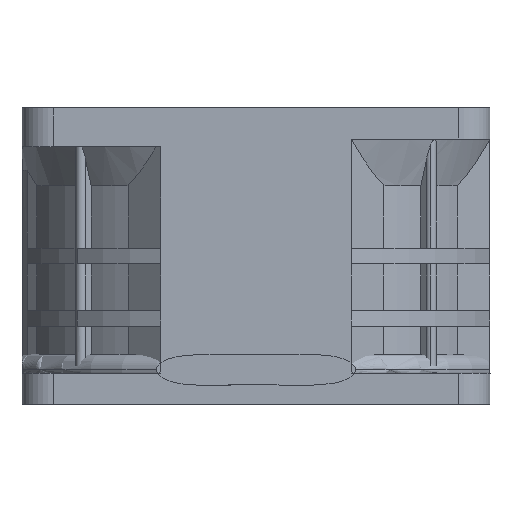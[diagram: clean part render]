
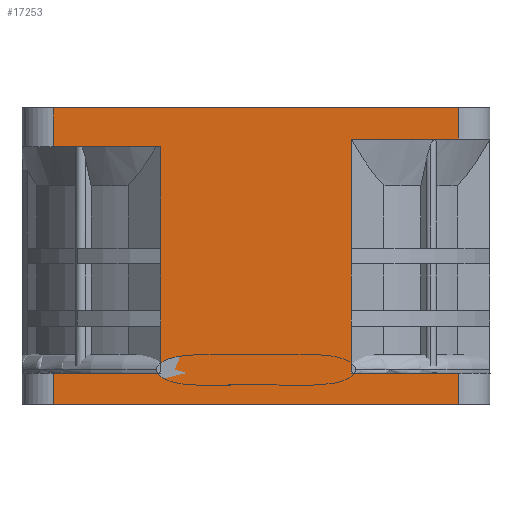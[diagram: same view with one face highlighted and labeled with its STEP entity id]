
A CAD part, front view. The second image highlights one B-rep face of the part: STEP entity #17253.
In plain terms, the highlighted planar face has unit normal (0, -1, 0).
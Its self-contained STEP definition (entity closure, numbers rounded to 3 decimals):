
#4516=DIRECTION('',(0.,0.,-1.));
#4517=VECTOR('',#4516,5.);
#4518=CARTESIAN_POINT('',(-25.999,-30.001,25.9));
#4519=LINE('',#4518,#4517);
#4524=DIRECTION('',(0.,0.,1.));
#4525=VECTOR('',#4524,13.);
#4526=CARTESIAN_POINT('',(-12.236,-30.001,7.9));
#4527=LINE('',#4526,#4525);
#4528=DIRECTION('',(1.,0.,0.));
#4529=VECTOR('',#4528,52.);
#4530=CARTESIAN_POINT('',(-25.999,-30.001,25.9));
#4531=LINE('',#4530,#4529);
#4532=DIRECTION('',(-1.,0.,0.));
#4533=VECTOR('',#4532,13.762);
#4534=CARTESIAN_POINT('',(26.001,-30.001,21.9));
#4535=LINE('',#4534,#4533);
#4536=DIRECTION('',(0.,0.,-1.));
#4537=VECTOR('',#4536,14.);
#4538=CARTESIAN_POINT('',(12.239,-30.001,21.9));
#4539=LINE('',#4538,#4537);
#4540=DIRECTION('',(0.,0.,-1.));
#4541=VECTOR('',#4540,6.);
#4542=CARTESIAN_POINT('',(12.239,-30.001,5.9));
#4543=LINE('',#4542,#4541);
#4544=DIRECTION('',(0.,0.,-1.));
#4545=VECTOR('',#4544,6.);
#4546=CARTESIAN_POINT('',(12.239,-30.001,-2.1));
#4547=LINE('',#4546,#4545);
#4548=DIRECTION('',(1.,0.,0.));
#4549=VECTOR('',#4548,13.762);
#4550=CARTESIAN_POINT('',(12.239,-30.001,
-8.1));
#4551=LINE('',#4550,#4549);
#4552=DIRECTION('',(-1.,0.,0.));
#4553=VECTOR('',#4552,52.);
#4554=CARTESIAN_POINT('',(26.001,-30.001,-12.1));
#4555=LINE('',#4554,#4553);
#4556=DIRECTION('',(1.,0.,0.));
#4557=VECTOR('',#4556,13.762);
#4558=CARTESIAN_POINT('',(-25.999,-30.001,
-8.1));
#4559=LINE('',#4558,#4557);
#4560=DIRECTION('',(0.,0.,1.));
#4561=VECTOR('',#4560,6.);
#4562=CARTESIAN_POINT('',(-12.236,-30.001,
-8.1));
#4563=LINE('',#4562,#4561);
#4564=DIRECTION('',(0.,0.,1.));
#4565=VECTOR('',#4564,6.);
#4566=CARTESIAN_POINT('',(-12.236,-30.001,-0.1));
#4567=LINE('',#4566,#4565);
#4689=DIRECTION('',(1.,0.,0.));
#4690=VECTOR('',#4689,13.762);
#4691=CARTESIAN_POINT('',(-25.999,-30.001,20.9));
#4692=LINE('',#4691,#4690);
#4730=DIRECTION('',(0.,0.,-1.));
#4731=VECTOR('',#4730,2.);
#4732=CARTESIAN_POINT('',(-12.236,-30.001,7.9));
#4733=LINE('',#4732,#4731);
#4798=DIRECTION('',(0.,0.,-1.));
#4799=VECTOR('',#4798,2.);
#4800=CARTESIAN_POINT('',(-12.236,-30.001,-0.1));
#4801=LINE('',#4800,#4799);
#5026=DIRECTION('',(0.,0.,1.));
#5027=VECTOR('',#5026,4.);
#5028=CARTESIAN_POINT('',(26.001,-30.001,21.9));
#5029=LINE('',#5028,#5027);
#7216=DIRECTION('',(0.,0.,1.));
#7217=VECTOR('',#7216,2.);
#7218=CARTESIAN_POINT('',(12.239,-30.001,-2.1));
#7219=LINE('',#7218,#7217);
#7278=DIRECTION('',(0.,0.,1.));
#7279=VECTOR('',#7278,2.);
#7280=CARTESIAN_POINT('',(12.239,-30.001,5.9));
#7281=LINE('',#7280,#7279);
#7657=DIRECTION('',(0.,0.,1.));
#7658=VECTOR('',#7657,4.);
#7659=CARTESIAN_POINT('',(26.001,-30.001,-12.1));
#7660=LINE('',#7659,#7658);
#7744=DIRECTION('',(0.,0.,-1.));
#7745=VECTOR('',#7744,4.);
#7746=CARTESIAN_POINT('',(-25.999,-30.001,
-8.1));
#7747=LINE('',#7746,#7745);
#10866=CARTESIAN_POINT('',(26.001,-30.001,25.9));
#10867=VERTEX_POINT('',#10866);
#10868=CARTESIAN_POINT('',(-25.999,-30.001,25.9));
#10869=VERTEX_POINT('',#10868);
#10956=CARTESIAN_POINT('',(12.239,-30.001,21.9));
#10957=VERTEX_POINT('',#10956);
#10958=CARTESIAN_POINT('',(26.001,-30.001,21.9));
#10959=VERTEX_POINT('',#10958);
#11135=CARTESIAN_POINT('',(-25.999,-30.001,-12.1));
#11136=VERTEX_POINT('',#11135);
#11137=CARTESIAN_POINT('',(26.001,-30.001,-12.1));
#11138=VERTEX_POINT('',#11137);
#11424=CARTESIAN_POINT('',(-12.236,-30.001,-8.1));
#11425=VERTEX_POINT('',#11424);
#11426=CARTESIAN_POINT('',(-25.999,-30.001,
-8.1));
#11427=VERTEX_POINT('',#11426);
#11789=CARTESIAN_POINT('',(-25.999,-30.001,20.9));
#11790=VERTEX_POINT('',#11789);
#11791=CARTESIAN_POINT('',(-12.236,-30.001,7.9));
#11792=CARTESIAN_POINT('',(-12.236,-30.001,20.9));
#11793=VERTEX_POINT('',#11791);
#11794=VERTEX_POINT('',#11792);
#11795=CARTESIAN_POINT('',(12.239,-30.001,7.9));
#11796=VERTEX_POINT('',#11795);
#11797=CARTESIAN_POINT('',(12.239,-30.001,5.9));
#11798=VERTEX_POINT('',#11797);
#11799=CARTESIAN_POINT('',(12.239,-30.001,
-0.1));
#11800=VERTEX_POINT('',#11799);
#11801=CARTESIAN_POINT('',(12.239,-30.001,-2.1));
#11802=VERTEX_POINT('',#11801);
#11803=CARTESIAN_POINT('',(12.239,-30.001,
-8.1));
#11804=VERTEX_POINT('',#11803);
#11805=CARTESIAN_POINT('',(26.001,-30.001,
-8.1));
#11806=VERTEX_POINT('',#11805);
#11807=CARTESIAN_POINT('',(-12.236,-30.001,-2.1));
#11808=VERTEX_POINT('',#11807);
#11809=CARTESIAN_POINT('',(-12.236,-30.001,-0.1));
#11810=VERTEX_POINT('',#11809);
#11811=CARTESIAN_POINT('',(-12.236,-30.001,5.9));
#11812=VERTEX_POINT('',#11811);
#17210=CARTESIAN_POINT('',(0.001,-30.001,6.9));
#17211=DIRECTION('',(0.,1.,0.));
#17212=DIRECTION('',(0.,0.,1.));
#17213=AXIS2_PLACEMENT_3D('',#17210,#17211,#17212);
#17214=PLANE('',#17213);
#17216=ORIENTED_EDGE('',*,*,#17215,.T.);
#17218=ORIENTED_EDGE('',*,*,#17217,.F.);
#17219=ORIENTED_EDGE('',*,*,#17201,.F.);
#17220=ORIENTED_EDGE('',*,*,#13137,.T.);
#17222=ORIENTED_EDGE('',*,*,#17221,.F.);
#17224=ORIENTED_EDGE('',*,*,#17223,.T.);
#17226=ORIENTED_EDGE('',*,*,#17225,.T.);
#17228=ORIENTED_EDGE('',*,*,#17227,.F.);
#17230=ORIENTED_EDGE('',*,*,#17229,.T.);
#17232=ORIENTED_EDGE('',*,*,#17231,.F.);
#17234=ORIENTED_EDGE('',*,*,#17233,.T.);
#17236=ORIENTED_EDGE('',*,*,#17235,.T.);
#17238=ORIENTED_EDGE('',*,*,#17237,.F.);
#17239=ORIENTED_EDGE('',*,*,#16504,.T.);
#17241=ORIENTED_EDGE('',*,*,#17240,.F.);
#17242=ORIENTED_EDGE('',*,*,#16843,.T.);
#17244=ORIENTED_EDGE('',*,*,#17243,.T.);
#17246=ORIENTED_EDGE('',*,*,#17245,.F.);
#17248=ORIENTED_EDGE('',*,*,#17247,.T.);
#17250=ORIENTED_EDGE('',*,*,#17249,.F.);
#17251=EDGE_LOOP('',(#17216,#17218,#17219,#17220,#17222,#17224,#17226,#17228,
#17230,#17232,#17234,#17236,#17238,#17239,#17241,#17242,#17244,#17246,#17248,
#17250));
#17252=FACE_OUTER_BOUND('',#17251,.F.);
#17253=ADVANCED_FACE('',(#17252),#17214,.F.);
#13137=EDGE_CURVE('',#10869,#10867,#4531,.T.);
#16504=EDGE_CURVE('',#11138,#11136,#4555,.T.);
#16843=EDGE_CURVE('',#11427,#11425,#4559,.T.);
#17201=EDGE_CURVE('',#10869,#11790,#4519,.T.);
#17215=EDGE_CURVE('',#11793,#11794,#4527,.T.);
#17217=EDGE_CURVE('',#11790,#11794,#4692,.T.);
#17221=EDGE_CURVE('',#10959,#10867,#5029,.T.);
#17223=EDGE_CURVE('',#10959,#10957,#4535,.T.);
#17225=EDGE_CURVE('',#10957,#11796,#4539,.T.);
#17227=EDGE_CURVE('',#11798,#11796,#7281,.T.);
#17229=EDGE_CURVE('',#11798,#11800,#4543,.T.);
#17231=EDGE_CURVE('',#11802,#11800,#7219,.T.);
#17233=EDGE_CURVE('',#11802,#11804,#4547,.T.);
#17235=EDGE_CURVE('',#11804,#11806,#4551,.T.);
#17237=EDGE_CURVE('',#11138,#11806,#7660,.T.);
#17240=EDGE_CURVE('',#11427,#11136,#7747,.T.);
#17243=EDGE_CURVE('',#11425,#11808,#4563,.T.);
#17245=EDGE_CURVE('',#11810,#11808,#4801,.T.);
#17247=EDGE_CURVE('',#11810,#11812,#4567,.T.);
#17249=EDGE_CURVE('',#11793,#11812,#4733,.T.);
